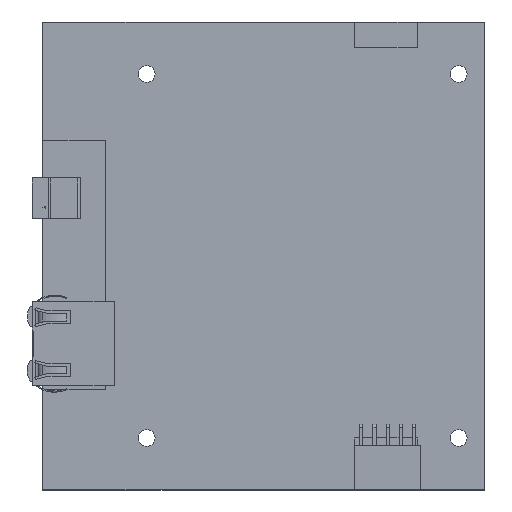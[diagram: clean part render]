
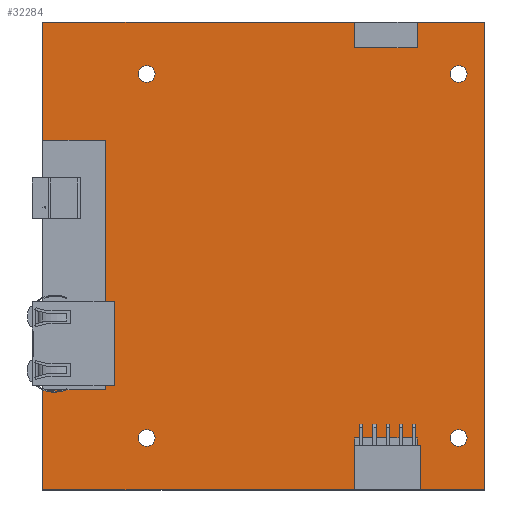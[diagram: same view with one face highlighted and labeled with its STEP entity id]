
A CAD part, top view. The second image highlights one B-rep face of the part: STEP entity #32284.
In plain terms, the highlighted planar face has unit normal (0, 0, 1).
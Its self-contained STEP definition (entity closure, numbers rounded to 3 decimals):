
#32128 = VERTEX_POINT('',#32129);
#32129 = CARTESIAN_POINT('',(0.,0.,1.6));
#32135 = EDGE_CURVE('',#32128,#32136,#32138,.T.);
#32136 = VERTEX_POINT('',#32137);
#32137 = CARTESIAN_POINT('',(60.,0.,1.6));
#32138 = LINE('',#32139,#32140);
#32139 = CARTESIAN_POINT('',(0.,0.,1.6));
#32140 = VECTOR('',#32141,1.);
#32141 = DIRECTION('',(1.,0.,0.));
#32160 = VERTEX_POINT('',#32161);
#32161 = CARTESIAN_POINT('',(72.,0.,1.6));
#32167 = EDGE_CURVE('',#32160,#32168,#32170,.T.);
#32168 = VERTEX_POINT('',#32169);
#32169 = CARTESIAN_POINT('',(85.,0.,1.6));
#32170 = LINE('',#32171,#32172);
#32171 = CARTESIAN_POINT('',(0.,0.,1.6));
#32172 = VECTOR('',#32173,1.);
#32173 = DIRECTION('',(1.,0.,0.));
#32265 = EDGE_CURVE('',#32168,#32266,#32268,.T.);
#32266 = VERTEX_POINT('',#32267);
#32267 = CARTESIAN_POINT('',(85.,90.,1.6));
#32268 = LINE('',#32269,#32270);
#32269 = CARTESIAN_POINT('',(85.,0.,1.6));
#32270 = VECTOR('',#32271,1.);
#32271 = DIRECTION('',(0.,1.,0.));
#32284 = ADVANCED_FACE('',(#32285,#32358,#32369,#32403,#32414,#32425),
  #32436,.T.);
#32285 = FACE_BOUND('',#32286,.T.);
#32286 = EDGE_LOOP('',(#32287,#32295,#32296,#32304,#32312,#32318,#32319,
    #32320,#32328,#32336,#32344,#32352));
#32287 = ORIENTED_EDGE('',*,*,#32288,.T.);
#32288 = EDGE_CURVE('',#32289,#32128,#32291,.T.);
#32289 = VERTEX_POINT('',#32290);
#32290 = CARTESIAN_POINT('',(0.,90.,1.6));
#32291 = LINE('',#32292,#32293);
#32292 = CARTESIAN_POINT('',(0.,90.,1.6));
#32293 = VECTOR('',#32294,1.);
#32294 = DIRECTION('',(0.,-1.,0.));
#32295 = ORIENTED_EDGE('',*,*,#32135,.T.);
#32296 = ORIENTED_EDGE('',*,*,#32297,.T.);
#32297 = EDGE_CURVE('',#32136,#32298,#32300,.T.);
#32298 = VERTEX_POINT('',#32299);
#32299 = CARTESIAN_POINT('',(60.,10.,1.6));
#32300 = LINE('',#32301,#32302);
#32301 = CARTESIAN_POINT('',(60.,0.,1.6));
#32302 = VECTOR('',#32303,1.);
#32303 = DIRECTION('',(0.,1.,0.));
#32304 = ORIENTED_EDGE('',*,*,#32305,.T.);
#32305 = EDGE_CURVE('',#32298,#32306,#32308,.T.);
#32306 = VERTEX_POINT('',#32307);
#32307 = CARTESIAN_POINT('',(72.,10.,1.6));
#32308 = LINE('',#32309,#32310);
#32309 = CARTESIAN_POINT('',(60.,10.,1.6));
#32310 = VECTOR('',#32311,1.);
#32311 = DIRECTION('',(1.,0.,0.));
#32312 = ORIENTED_EDGE('',*,*,#32313,.T.);
#32313 = EDGE_CURVE('',#32306,#32160,#32314,.T.);
#32314 = LINE('',#32315,#32316);
#32315 = CARTESIAN_POINT('',(72.,10.,1.6));
#32316 = VECTOR('',#32317,1.);
#32317 = DIRECTION('',(0.,-1.,0.));
#32318 = ORIENTED_EDGE('',*,*,#32167,.T.);
#32319 = ORIENTED_EDGE('',*,*,#32265,.T.);
#32320 = ORIENTED_EDGE('',*,*,#32321,.T.);
#32321 = EDGE_CURVE('',#32266,#32322,#32324,.T.);
#32322 = VERTEX_POINT('',#32323);
#32323 = CARTESIAN_POINT('',(72.,90.,1.6));
#32324 = LINE('',#32325,#32326);
#32325 = CARTESIAN_POINT('',(85.,90.,1.6));
#32326 = VECTOR('',#32327,1.);
#32327 = DIRECTION('',(-1.,0.,0.));
#32328 = ORIENTED_EDGE('',*,*,#32329,.T.);
#32329 = EDGE_CURVE('',#32322,#32330,#32332,.T.);
#32330 = VERTEX_POINT('',#32331);
#32331 = CARTESIAN_POINT('',(72.,85.,1.6));
#32332 = LINE('',#32333,#32334);
#32333 = CARTESIAN_POINT('',(72.,97.,1.6));
#32334 = VECTOR('',#32335,1.);
#32335 = DIRECTION('',(0.,-1.,0.));
#32336 = ORIENTED_EDGE('',*,*,#32337,.T.);
#32337 = EDGE_CURVE('',#32330,#32338,#32340,.T.);
#32338 = VERTEX_POINT('',#32339);
#32339 = CARTESIAN_POINT('',(60.,85.,1.6));
#32340 = LINE('',#32341,#32342);
#32341 = CARTESIAN_POINT('',(72.,85.,1.6));
#32342 = VECTOR('',#32343,1.);
#32343 = DIRECTION('',(-1.,0.,0.));
#32344 = ORIENTED_EDGE('',*,*,#32345,.T.);
#32345 = EDGE_CURVE('',#32338,#32346,#32348,.T.);
#32346 = VERTEX_POINT('',#32347);
#32347 = CARTESIAN_POINT('',(60.,90.,1.6));
#32348 = LINE('',#32349,#32350);
#32349 = CARTESIAN_POINT('',(60.,85.,1.6));
#32350 = VECTOR('',#32351,1.);
#32351 = DIRECTION('',(0.,1.,0.));
#32352 = ORIENTED_EDGE('',*,*,#32353,.T.);
#32353 = EDGE_CURVE('',#32346,#32289,#32354,.T.);
#32354 = LINE('',#32355,#32356);
#32355 = CARTESIAN_POINT('',(85.,90.,1.6));
#32356 = VECTOR('',#32357,1.);
#32357 = DIRECTION('',(-1.,0.,0.));
#32358 = FACE_BOUND('',#32359,.T.);
#32359 = EDGE_LOOP('',(#32360));
#32360 = ORIENTED_EDGE('',*,*,#32361,.F.);
#32361 = EDGE_CURVE('',#32362,#32362,#32364,.T.);
#32362 = VERTEX_POINT('',#32363);
#32363 = CARTESIAN_POINT('',(21.6,10.,1.6));
#32364 = CIRCLE('',#32365,1.6);
#32365 = AXIS2_PLACEMENT_3D('',#32366,#32367,#32368);
#32366 = CARTESIAN_POINT('',(20.,10.,1.6));
#32367 = DIRECTION('',(0.,0.,1.));
#32368 = DIRECTION('',(1.,0.,0.));
#32369 = FACE_BOUND('',#32370,.T.);
#32370 = EDGE_LOOP('',(#32371,#32381,#32389,#32397));
#32371 = ORIENTED_EDGE('',*,*,#32372,.T.);
#32372 = EDGE_CURVE('',#32373,#32375,#32377,.T.);
#32373 = VERTEX_POINT('',#32374);
#32374 = CARTESIAN_POINT('',(12.02,67.231,1.6));
#32375 = VERTEX_POINT('',#32376);
#32376 = CARTESIAN_POINT('',(12.02,19.231,1.6));
#32377 = LINE('',#32378,#32379);
#32378 = CARTESIAN_POINT('',(12.02,67.231,1.6));
#32379 = VECTOR('',#32380,1.);
#32380 = DIRECTION('',(0.,-1.,0.));
#32381 = ORIENTED_EDGE('',*,*,#32382,.T.);
#32382 = EDGE_CURVE('',#32375,#32383,#32385,.T.);
#32383 = VERTEX_POINT('',#32384);
#32384 = CARTESIAN_POINT('',(0.02,19.231,1.6));
#32385 = LINE('',#32386,#32387);
#32386 = CARTESIAN_POINT('',(12.02,19.231,1.6));
#32387 = VECTOR('',#32388,1.);
#32388 = DIRECTION('',(-1.,0.,0.));
#32389 = ORIENTED_EDGE('',*,*,#32390,.T.);
#32390 = EDGE_CURVE('',#32383,#32391,#32393,.T.);
#32391 = VERTEX_POINT('',#32392);
#32392 = CARTESIAN_POINT('',(0.02,67.231,1.6));
#32393 = LINE('',#32394,#32395);
#32394 = CARTESIAN_POINT('',(0.02,19.231,1.6));
#32395 = VECTOR('',#32396,1.);
#32396 = DIRECTION('',(0.,1.,0.));
#32397 = ORIENTED_EDGE('',*,*,#32398,.T.);
#32398 = EDGE_CURVE('',#32391,#32373,#32399,.T.);
#32399 = LINE('',#32400,#32401);
#32400 = CARTESIAN_POINT('',(0.02,67.231,1.6));
#32401 = VECTOR('',#32402,1.);
#32402 = DIRECTION('',(1.,0.,0.));
#32403 = FACE_BOUND('',#32404,.T.);
#32404 = EDGE_LOOP('',(#32405));
#32405 = ORIENTED_EDGE('',*,*,#32406,.F.);
#32406 = EDGE_CURVE('',#32407,#32407,#32409,.T.);
#32407 = VERTEX_POINT('',#32408);
#32408 = CARTESIAN_POINT('',(81.6,10.,1.6));
#32409 = CIRCLE('',#32410,1.6);
#32410 = AXIS2_PLACEMENT_3D('',#32411,#32412,#32413);
#32411 = CARTESIAN_POINT('',(80.,10.,1.6));
#32412 = DIRECTION('',(0.,0.,1.));
#32413 = DIRECTION('',(1.,0.,0.));
#32414 = FACE_BOUND('',#32415,.T.);
#32415 = EDGE_LOOP('',(#32416));
#32416 = ORIENTED_EDGE('',*,*,#32417,.F.);
#32417 = EDGE_CURVE('',#32418,#32418,#32420,.T.);
#32418 = VERTEX_POINT('',#32419);
#32419 = CARTESIAN_POINT('',(21.6,80.,1.6));
#32420 = CIRCLE('',#32421,1.6);
#32421 = AXIS2_PLACEMENT_3D('',#32422,#32423,#32424);
#32422 = CARTESIAN_POINT('',(20.,80.,1.6));
#32423 = DIRECTION('',(0.,0.,1.));
#32424 = DIRECTION('',(1.,0.,0.));
#32425 = FACE_BOUND('',#32426,.T.);
#32426 = EDGE_LOOP('',(#32427));
#32427 = ORIENTED_EDGE('',*,*,#32428,.F.);
#32428 = EDGE_CURVE('',#32429,#32429,#32431,.T.);
#32429 = VERTEX_POINT('',#32430);
#32430 = CARTESIAN_POINT('',(81.6,80.,1.6));
#32431 = CIRCLE('',#32432,1.6);
#32432 = AXIS2_PLACEMENT_3D('',#32433,#32434,#32435);
#32433 = CARTESIAN_POINT('',(80.,80.,1.6));
#32434 = DIRECTION('',(0.,0.,1.));
#32435 = DIRECTION('',(1.,0.,0.));
#32436 = PLANE('',#32437);
#32437 = AXIS2_PLACEMENT_3D('',#32438,#32439,#32440);
#32438 = CARTESIAN_POINT('',(42.5,45.,1.6));
#32439 = DIRECTION('',(0.,0.,1.));
#32440 = DIRECTION('',(1.,0.,0.));
